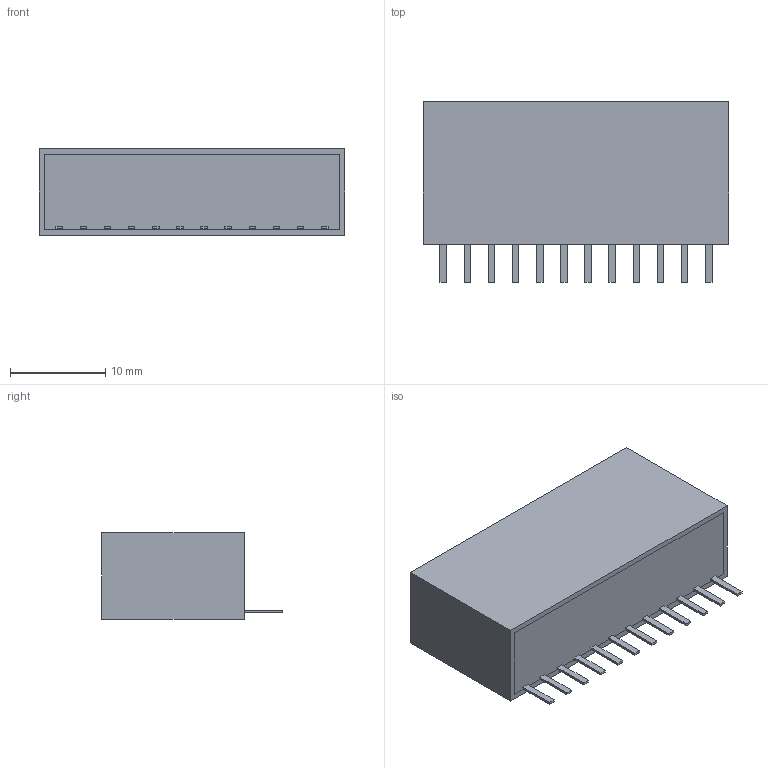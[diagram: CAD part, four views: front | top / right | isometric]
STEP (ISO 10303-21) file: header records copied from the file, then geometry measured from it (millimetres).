
FILE_DESCRIPTION(/* description */ (''),/* implementation_level */ '2;1');
FILE_NAME(/* name */ 'Converter_DCDC_RECOM_R-745.0P.step',/* time_stamp */ '2023-11-27T22:27:04+01:00',/* author */ (''),/* organization */ (''),/* preprocessor_version */ 'ST-DEVELOPER v20',/* originating_system */ 'Autodesk Translation Framework v12.14.0.127',/* authorisation */ '');
FILE_SCHEMA (('AUTOMOTIVE_DESIGN { 1 0 10303 214 3 1 1 }'));
Length unit declared in the file: millimetre
Products named in the file (15): Converter_DCDC_RECOM_R-745.0P; R-7xxxP_pin12(Vadj); R-7xxxP_potting; R-7xxxP_case; R-7xxxP_pin1_(ON/OFF); R-7xxxP_pin4(Vin); R-7xxxP_pin2(Vin); R-7xxxP_pin6(GND); R-7xxxP_pin5(GND); R-7xxxP_pin3(Vin); R-7xxxP_pin8(GND); R-7xxxP_pin7(GND); R-7xxxP_pin10(Vout); R-7xxxP_pin9(Vout); R-7xxxP_pin11(Vout)
Assembly tree (14 placements, depth 2):
  Converter_DCDC_RECOM_R-745.0P
    R-7xxxP_pin12(Vadj)
    R-7xxxP_potting
    R-7xxxP_case
    R-7xxxP_pin1_(ON/OFF)
    R-7xxxP_pin4(Vin)
    R-7xxxP_pin2(Vin)
    R-7xxxP_pin6(GND)
    R-7xxxP_pin5(GND)
    R-7xxxP_pin3(Vin)
    R-7xxxP_pin8(GND)
    R-7xxxP_pin7(GND)
    R-7xxxP_pin10(Vout)
    R-7xxxP_pin9(Vout)
    R-7xxxP_pin11(Vout)
Bounding box: 32.2 x 19 x 9.1 mm (x, y, z)
Volume: 4403.7 mm3; surface area: 4635.3 mm2
Topology: 14 solids, 14 shells, 89 faces, 180 edges, 120 vertices
Faces by surface type: plane 89
Entity records: 2764 total; most frequent: CARTESIAN_POINT 418, DIRECTION 416, ORIENTED_EDGE 360, LINE 180, VECTOR 180, EDGE_CURVE 180, VERTEX_POINT 120, AXIS2_PLACEMENT_3D 118
